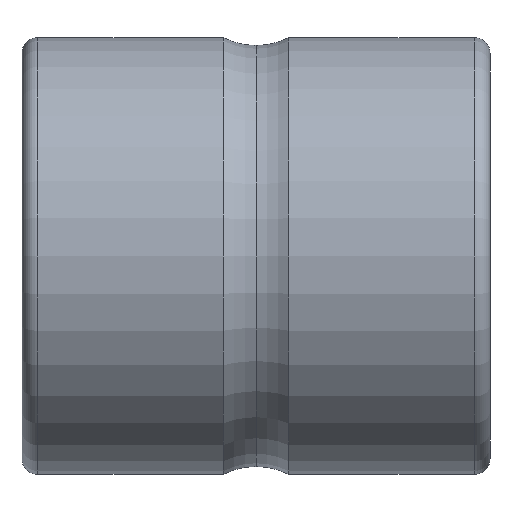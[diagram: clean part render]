
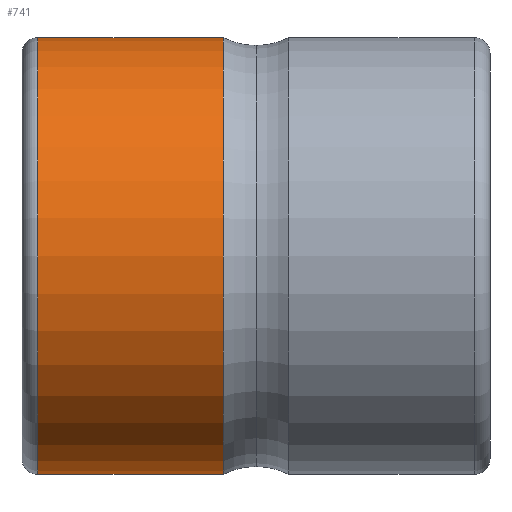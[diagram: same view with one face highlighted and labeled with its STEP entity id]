
A CAD part, left-side view. The second image highlights one B-rep face of the part: STEP entity #741.
In plain terms, the highlighted cylindrical face has radius 14 mm (diameter 28 mm), a partial arc.
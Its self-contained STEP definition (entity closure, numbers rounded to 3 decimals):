
#63 = VERTEX_POINT ( 'NONE', #676 ) ;
#68 = VECTOR ( 'NONE', #311, 1000. ) ;
#79 = ORIENTED_EDGE ( 'NONE', *, *, #126, .T. ) ;
#114 = DIRECTION ( 'NONE',  ( 0., -1., 0. ) ) ;
#126 = EDGE_CURVE ( 'NONE', #695, #194, #209, .T. ) ;
#158 = CARTESIAN_POINT ( 'NONE',  ( 0., 48.468, 0. ) ) ;
#194 = VERTEX_POINT ( 'NONE', #636 ) ;
#205 = VERTEX_POINT ( 'NONE', #248 ) ;
#209 = CIRCLE ( 'NONE', #729, 14. ) ;
#221 = CYLINDRICAL_SURFACE ( 'NONE', #846, 14. ) ;
#229 = DIRECTION ( 'NONE',  ( 0., 0., -1. ) ) ;
#232 = DIRECTION ( 'NONE',  ( 0., -1., 0. ) ) ;
#248 = CARTESIAN_POINT ( 'NONE',  ( 0., 36.576, -14. ) ) ;
#304 = CARTESIAN_POINT ( 'NONE',  ( 0., 48.468, 14. ) ) ;
#311 = DIRECTION ( 'NONE',  ( 0., -1., 0. ) ) ;
#320 = AXIS2_PLACEMENT_3D ( 'NONE', #765, #366, #825 ) ;
#366 = DIRECTION ( 'NONE',  ( 0., -1., 0. ) ) ;
#374 = EDGE_LOOP ( 'NONE', ( #404, #79, #543, #471 ) ) ;
#404 = ORIENTED_EDGE ( 'NONE', *, *, #828, .F. ) ;
#437 = DIRECTION ( 'NONE',  ( 0., 0., -1. ) ) ;
#471 = ORIENTED_EDGE ( 'NONE', *, *, #668, .F. ) ;
#501 = VECTOR ( 'NONE', #232, 1000. ) ;
#543 = ORIENTED_EDGE ( 'NONE', *, *, #745, .T. ) ;
#551 = CARTESIAN_POINT ( 'NONE',  ( 0., 0., 14. ) ) ;
#561 = FACE_OUTER_BOUND ( 'NONE', #374, .T. ) ;
#616 = DIRECTION ( 'NONE',  ( 0., -1., 0. ) ) ;
#636 = CARTESIAN_POINT ( 'NONE',  ( 0., 48.468, -14. ) ) ;
#668 = EDGE_CURVE ( 'NONE', #63, #205, #785, .T. ) ;
#676 = CARTESIAN_POINT ( 'NONE',  ( 0., 36.576, 14. ) ) ;
#682 = LINE ( 'NONE', #551, #501 ) ;
#695 = VERTEX_POINT ( 'NONE', #304 ) ;
#706 = CARTESIAN_POINT ( 'NONE',  ( 0., 0., -14. ) ) ;
#729 = AXIS2_PLACEMENT_3D ( 'NONE', #158, #616, #229 ) ;
#741 = ADVANCED_FACE ( 'NONE', ( #561 ), #221, .T. ) ;
#743 = LINE ( 'NONE', #706, #68 ) ;
#745 = EDGE_CURVE ( 'NONE', #194, #205, #743, .T. ) ;
#765 = CARTESIAN_POINT ( 'NONE',  ( 0., 36.576, 0. ) ) ;
#785 = CIRCLE ( 'NONE', #320, 14. ) ;
#825 = DIRECTION ( 'NONE',  ( 0., 0., -1. ) ) ;
#828 = EDGE_CURVE ( 'NONE', #695, #63, #682, .T. ) ;
#833 = CARTESIAN_POINT ( 'NONE',  ( 0., 0., 0. ) ) ;
#846 = AXIS2_PLACEMENT_3D ( 'NONE', #833, #114, #437 ) ;
